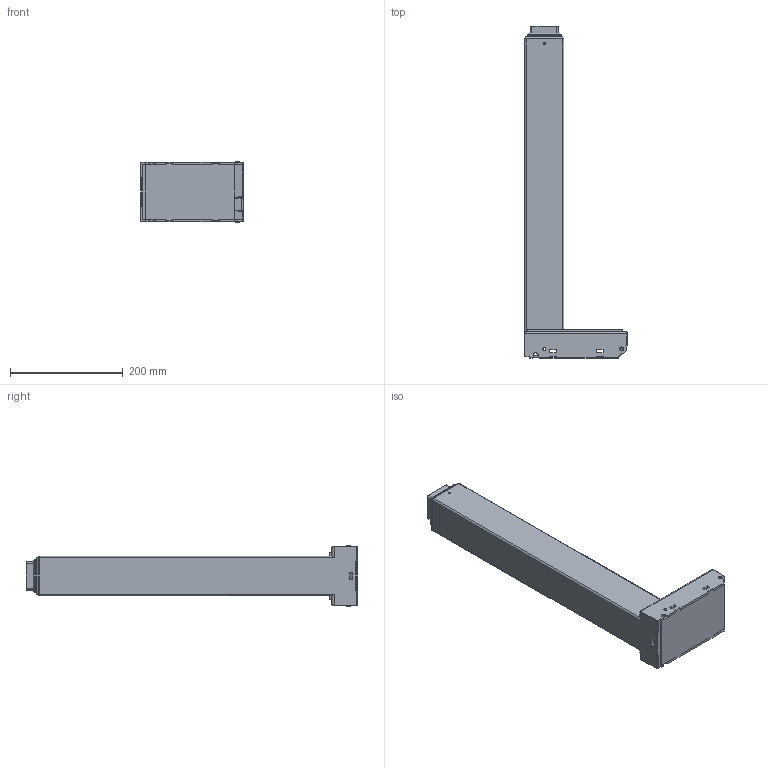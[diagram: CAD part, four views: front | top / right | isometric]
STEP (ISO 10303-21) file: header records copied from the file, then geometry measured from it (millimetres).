
FILE_DESCRIPTION (( 'STEP AP214' ), '1' );
FILE_NAME ('ｲ｣ｫ~､Tｺ釞ﾒｫｬｹﾏ-TL7｡]ｼﾐｷﾇ｡^-A.STEP', '2017-12-04T00:21:54', ( '' ), ( '' ), 'SwSTEP 2.0', 'SolidWorks 2015', '' );
FILE_SCHEMA (( 'AUTOMOTIVE_DESIGN' ));
Length unit declared in the file: millimetre
Products named in the file (1): 產品三維模型圖-TL7（標準）-A
Bounding box: 183 x 590 x 107 mm (x, y, z)
Volume: 2889162.1 mm3; surface area: 281094.9 mm2
Topology: 4 solids, 6 shells, 485 faces, 1266 edges, 800 vertices
Faces by surface type: plane 319, cylinder 129, cone 23, sphere 6, bspline 4, torus 4
Entity records: 14988 total; most frequent: CARTESIAN_POINT 2808, ORIENTED_EDGE 2524, DIRECTION 2451, EDGE_CURVE 1262, VECTOR 969, LINE 969, VERTEX_POINT 800, AXIS2_PLACEMENT_3D 741
